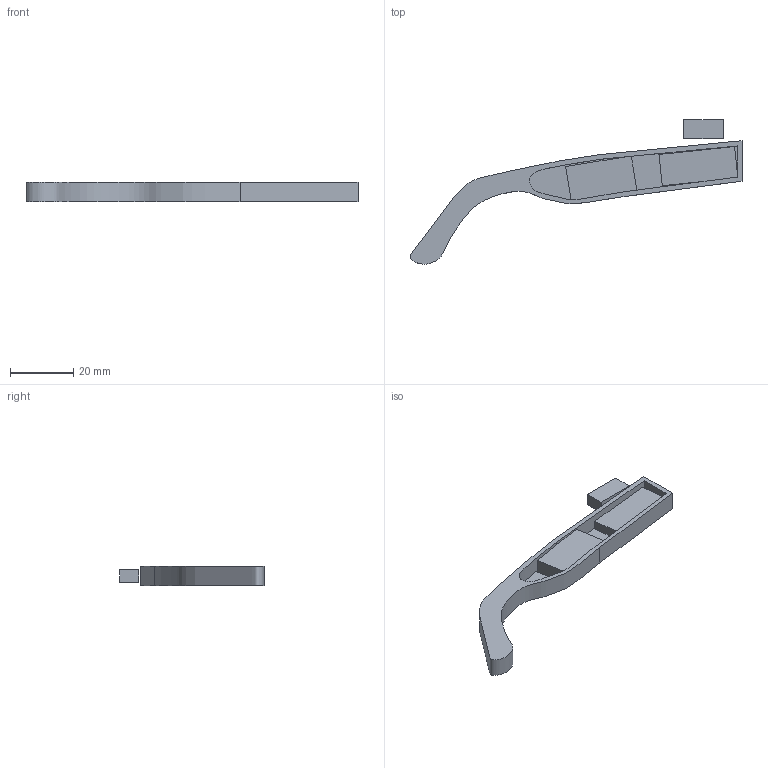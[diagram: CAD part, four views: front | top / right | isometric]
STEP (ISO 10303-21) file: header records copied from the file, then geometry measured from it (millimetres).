
FILE_DESCRIPTION(/* description */ ('STEP AP242 Edition 2','CAx-IF Rec.Pracs.---Representation and Presentation of Product Manufacturing Information (PMI)---4.0---2014-10-13','CAx-IF Rec.Pracs.---3D Tessellated Geometry---0.4---2014-09-14','2;1','CAx-IF Rec.Pracs.---User Defined Attributes---1.5---2016-08-15'),/* implementation_level */ '2;1');
FILE_NAME(/* name */ '694f26916ffbd1669c28ef69',/* time_stamp */ '2025-12-27T00:21:38Z',/* author */ (''),/* organization */ (''),/* preprocessor_version */ 'ST-DEVELOPER v20',/* originating_system */ 'ONSHAPE BY PTC INC, 1.208',/* authorisation */ ' ');
FILE_SCHEMA (('AP242_MANAGED_MODEL_BASED_3D_ENGINEERING_MIM_LF { 1 0 10303 442 3 1 4 }'));
Length unit declared in the file: metre
Products named in the file (4): Battery; Main PCB; Part 5; Bone conduction
Bounding box: 104.78 x 45.66 x 6 mm (x, y, z)
Volume: 5212.4 mm3; surface area: 6373.1 mm2
Topology: 4 solids, 4 shells, 29 faces, 60 edges, 40 vertices
Faces by surface type: plane 27, bspline 2
Entity records: 1084 total; most frequent: CARTESIAN_POINT 377, ORIENTED_EDGE 120, DIRECTION 118, EDGE_CURVE 60, LINE 56, VECTOR 56, VERTEX_POINT 40, AXIS2_PLACEMENT_3D 31
